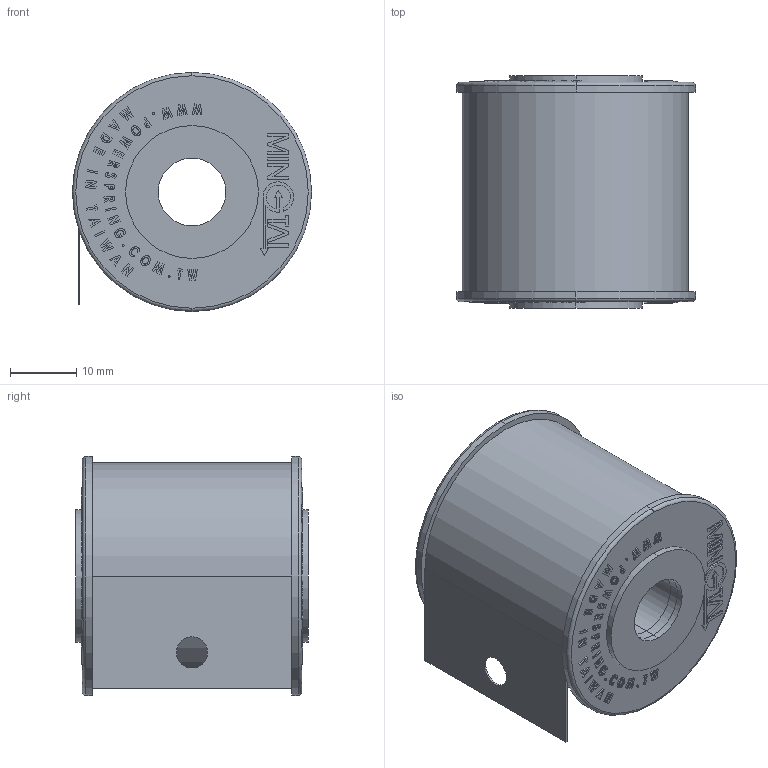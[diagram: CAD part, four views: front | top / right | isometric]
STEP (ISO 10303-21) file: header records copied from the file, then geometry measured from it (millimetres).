
FILE_DESCRIPTION (( 'STEP AP203' ), '1' );
FILE_NAME ('CP02500610.STEP', '2020-11-25T05:28:33', ( '' ), ( '' ), 'SwSTEP 2.0', 'SolidWorks 2020', '' );
FILE_SCHEMA (( 'CONFIG_CONTROL_DESIGN' ));
Length unit declared in the file: millimetre
Products named in the file (3): CP02500610; CP02500610_Spring; 30mm(OD36)_10mm(OD17)
Assembly tree (3 placements, depth 2):
  CP02500610
    CP02500610_Spring
    30mm(OD36)_10mm(OD17)  x2
Bounding box: 36 x 35 x 36 mm (x, y, z)
Volume: 20591 mm3; surface area: 56959.4 mm2
Topology: 75 solids, 75 shells, 1162 faces, 2978 edges, 1980 vertices
Faces by surface type: plane 842, bspline 174, cylinder 130, torus 12, cone 4
Entity records: 23104 total; most frequent: CARTESIAN_POINT 8378, ORIENTED_EDGE 3122, DIRECTION 2625, EDGE_CURVE 1561, LINE 1199, VECTOR 1199, VERTEX_POINT 1038, AXIS2_PLACEMENT_3D 713
